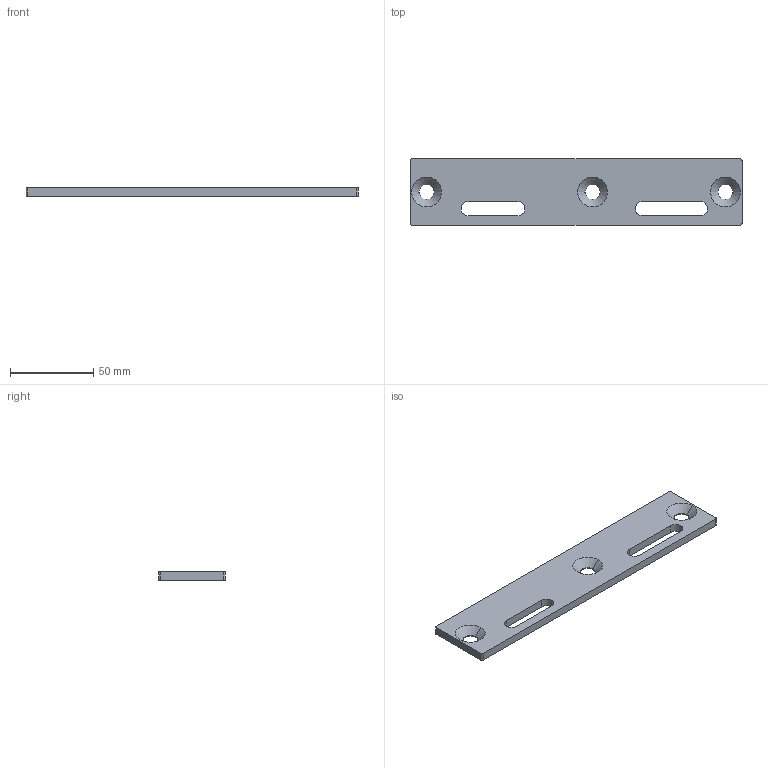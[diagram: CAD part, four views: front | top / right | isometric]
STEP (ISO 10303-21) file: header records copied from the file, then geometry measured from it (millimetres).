
FILE_DESCRIPTION (( 'STEP AP214' ), '1' );
FILE_NAME ('AL-SPS.SL200.40120 Òîðöåâàÿ ïëàñòèíà 40120õ200 ìì.STEP', '2026-03-11T07:50:35', ( '' ), ( '' ), 'SwSTEP 2.0', 'SolidWorks 2021', '' );
FILE_SCHEMA (( 'AUTOMOTIVE_DESIGN' ));
Length unit declared in the file: millimetre
Products named in the file (1): AL-SPS.SL200.40120 Òîðöåâàÿ ïëàñòèíà 40120õ200 ìì
Bounding box: 200 x 40 x 5 mm (x, y, z)
Volume: 34566.4 mm3; surface area: 17872.6 mm2
Topology: 1 solids, 1 shells, 32 faces, 84 edges, 54 vertices
Faces by surface type: cylinder 16, plane 10, cone 6
Entity records: 1052 total; most frequent: DIRECTION 188, CARTESIAN_POINT 171, ORIENTED_EDGE 168, EDGE_CURVE 84, AXIS2_PLACEMENT_3D 71, VERTEX_POINT 54, LINE 46, VECTOR 46
